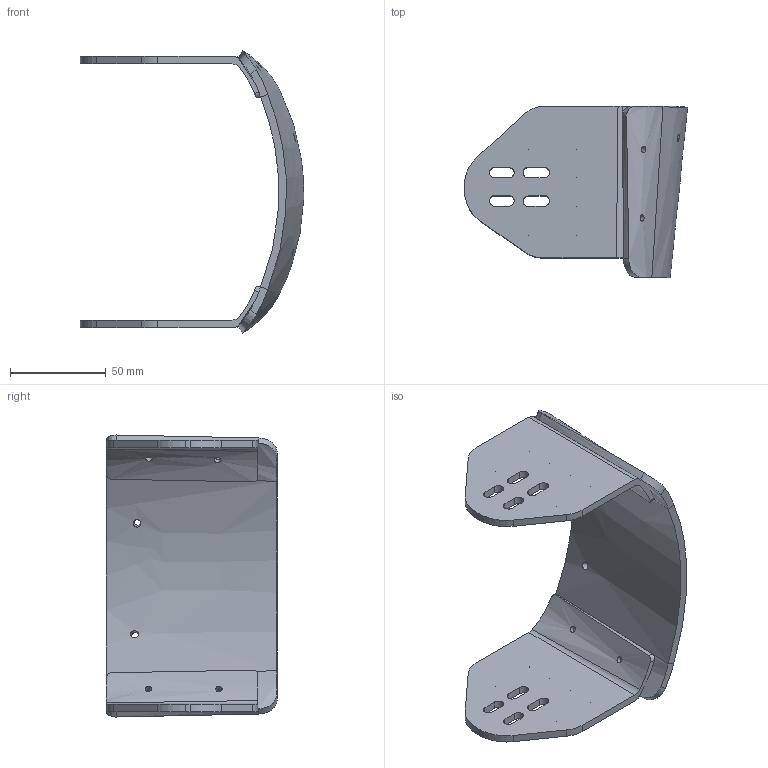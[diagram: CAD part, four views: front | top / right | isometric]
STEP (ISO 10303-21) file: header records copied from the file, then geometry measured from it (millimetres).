
FILE_DESCRIPTION(/* description */ (''),/* implementation_level */ '2;1');
FILE_NAME(/* name */ 'final v1.step',/* time_stamp */ '2025-09-14T06:52:09-05:00',/* author */ (''),/* organization */ (''),/* preprocessor_version */ 'ST-DEVELOPER v20.1',/* originating_system */ 'Autodesk Translation Framework v14.17.0.0',/* authorisation */ '');
FILE_SCHEMA (('AUTOMOTIVE_DESIGN { 1 0 10303 214 3 1 1 }'));
Length unit declared in the file: millimetre
Products named in the file (1): final
Bounding box: 116.85 x 89.53 x 147.58 mm (x, y, z)
Volume: 107868.7 mm3; surface area: 61551 mm2
Topology: 3 solids, 3 shells, 129 faces, 385 edges, 262 vertices
Faces by surface type: cylinder 53, plane 42, bspline 34
Full cylindrical faces by diameter (mm): 3.332 x8, 4 x2
Entity records: 7454 total; most frequent: CARTESIAN_POINT 4044, ORIENTED_EDGE 770, DIRECTION 561, EDGE_CURVE 385, VERTEX_POINT 262, AXIS2_PLACEMENT_3D 193, EDGE_LOOP 189, LINE 175
